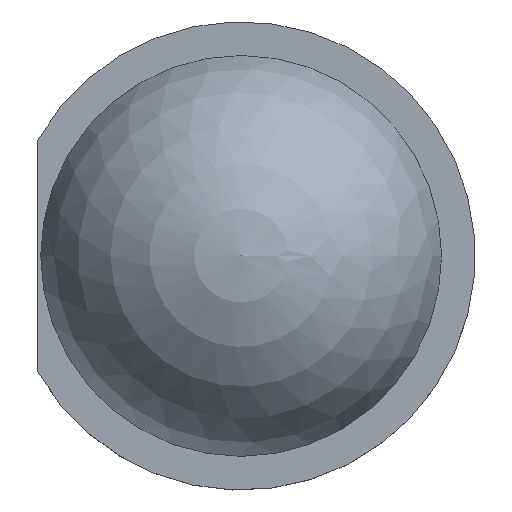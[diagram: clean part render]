
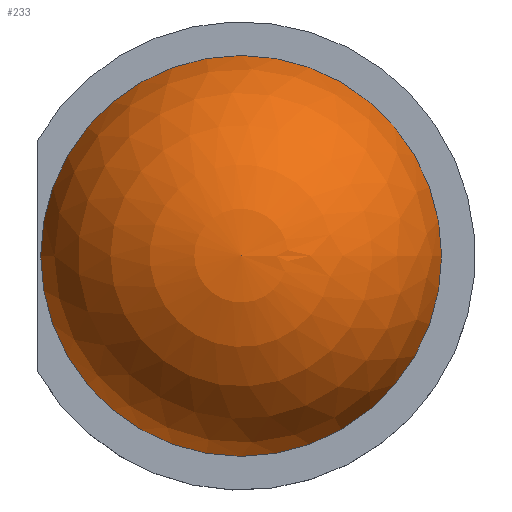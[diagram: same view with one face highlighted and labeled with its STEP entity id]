
A CAD part, top view. The second image highlights one B-rep face of the part: STEP entity #233.
In plain terms, the highlighted spherical face has radius 10 mm.
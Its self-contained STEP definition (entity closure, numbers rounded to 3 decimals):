
#35=DIRECTION('',(1.,0.,0.));
#119=EDGE_CURVE('',#120,#120,#122,.T.);
#120=VERTEX_POINT('',#121);
#121=CARTESIAN_POINT('',(11.116,0.,8.25));
#122=CIRCLE('',#123,9.846);
#123=AXIS2_PLACEMENT_3D('',#124,#125,#126);
#124=CARTESIAN_POINT('',(1.27,0.,8.25));
#125=DIRECTION('',(0.,0.,1.));
#126=DIRECTION('',(1.,0.,0.));
#233=ADVANCED_FACE('',(#234),#246,.T.);
#234=FACE_BOUND('',#235,.F.);
#235=EDGE_LOOP('',(#236,#237,#245));
#236=ORIENTED_EDGE('',*,*,#119,.F.);
#237=ORIENTED_EDGE('',*,*,#238,.T.);
#238=EDGE_CURVE('',#120,#239,#241,.T.);
#239=VERTEX_POINT('',#240);
#240=CARTESIAN_POINT('',(1.27,0.,16.5));
#241=CIRCLE('',#242,10.);
#242=AXIS2_PLACEMENT_3D('',#243,#244,#35);
#243=CARTESIAN_POINT('',(1.27,0.,6.5));
#244=DIRECTION('',(0.,-1.,0.));
#245=ORIENTED_EDGE('',*,*,#238,.F.);
#246=SPHERICAL_SURFACE('',#247,10.);
#247=AXIS2_PLACEMENT_3D('',#243,#125,#126);
